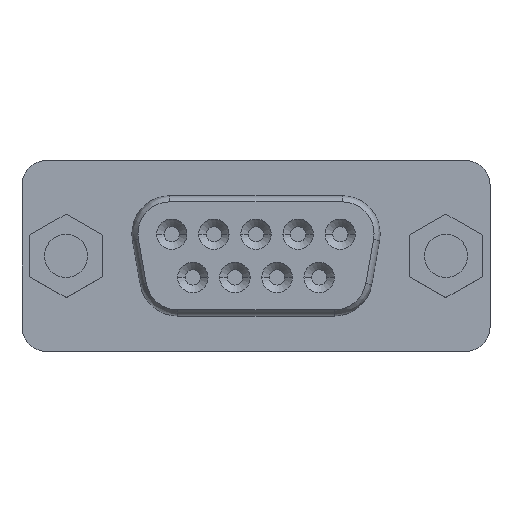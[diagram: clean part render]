
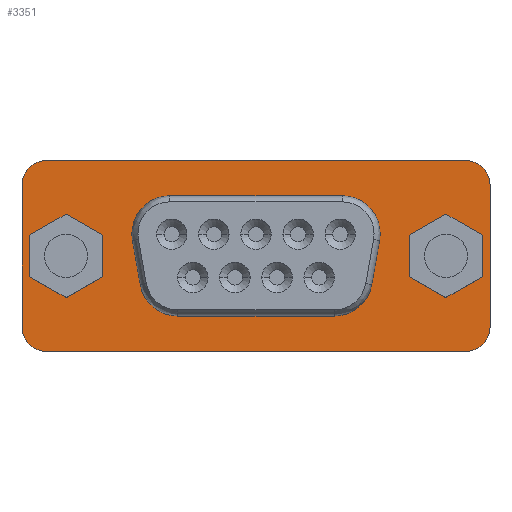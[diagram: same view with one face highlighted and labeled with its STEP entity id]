
A CAD part, top view. The second image highlights one B-rep face of the part: STEP entity #3351.
In plain terms, the highlighted planar face has unit normal (0, 0, 1).
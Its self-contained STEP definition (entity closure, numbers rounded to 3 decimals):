
#133=CARTESIAN_POINT('',(-5.665,1.45,-5.7));
#134=DIRECTION('',(0.,0.,1.));
#135=DIRECTION('',(0.,1.,0.));
#136=AXIS2_PLACEMENT_3D('',#133,#134,#135);
#146=DIRECTION('',(0.174,-0.985,0.));
#147=VECTOR('',#146,2.945);
#148=CARTESIAN_POINT('',(-8.127,1.016,-5.7));
#149=LINE('',#148,#147);
#169=CARTESIAN_POINT('',(-5.154,-1.45,-5.7));
#170=DIRECTION('',(0.,0.,1.));
#171=DIRECTION('',(-0.985,-0.174,0.));
#172=AXIS2_PLACEMENT_3D('',#169,#170,#171);
#182=DIRECTION('',(1.,0.,0.));
#183=VECTOR('',#182,10.307);
#184=CARTESIAN_POINT('',(-5.154,-3.95,-5.7));
#185=LINE('',#184,#183);
#205=CARTESIAN_POINT('',(5.154,-1.45,-5.7));
#206=DIRECTION('',(0.,0.,1.));
#207=DIRECTION('',(0.,-1.,0.));
#208=AXIS2_PLACEMENT_3D('',#205,#206,#207);
#218=DIRECTION('',(0.174,0.985,0.));
#219=VECTOR('',#218,2.945);
#220=CARTESIAN_POINT('',(7.616,-1.884,-5.7));
#221=LINE('',#220,#219);
#241=CARTESIAN_POINT('',(5.665,1.45,-5.7));
#242=DIRECTION('',(0.,0.,1.));
#243=DIRECTION('',(0.985,-0.174,0.));
#244=AXIS2_PLACEMENT_3D('',#241,#242,#243);
#254=DIRECTION('',(-1.,0.,0.));
#255=VECTOR('',#254,11.33);
#256=CARTESIAN_POINT('',(5.665,3.95,-5.7));
#257=LINE('',#256,#255);
#272=CARTESIAN_POINT('',(13.79,4.675,-5.7));
#273=DIRECTION('',(0.,0.,-1.));
#274=DIRECTION('',(0.,1.,0.));
#275=AXIS2_PLACEMENT_3D('',#272,#273,#274);
#277=DIRECTION('',(0.,-1.,0.));
#278=VECTOR('',#277,9.35);
#279=CARTESIAN_POINT('',(15.39,4.675,-5.7));
#280=LINE('',#279,#278);
#281=CARTESIAN_POINT('',(13.79,-4.675,-5.7));
#282=DIRECTION('',(0.,0.,-1.));
#283=DIRECTION('',(1.,0.,0.));
#284=AXIS2_PLACEMENT_3D('',#281,#282,#283);
#286=DIRECTION('',(-1.,0.,0.));
#287=VECTOR('',#286,27.58);
#288=CARTESIAN_POINT('',(13.79,-6.275,-5.7));
#289=LINE('',#288,#287);
#290=CARTESIAN_POINT('',(-13.79,-4.675,-5.7));
#291=DIRECTION('',(0.,0.,-1.));
#292=DIRECTION('',(0.,-1.,0.));
#293=AXIS2_PLACEMENT_3D('',#290,#291,#292);
#295=DIRECTION('',(0.,1.,0.));
#296=VECTOR('',#295,9.35);
#297=CARTESIAN_POINT('',(-15.39,-4.675,-5.7));
#298=LINE('',#297,#296);
#299=CARTESIAN_POINT('',(-13.79,4.675,-5.7));
#300=DIRECTION('',(0.,0.,-1.));
#301=DIRECTION('',(-1.,0.,0.));
#302=AXIS2_PLACEMENT_3D('',#299,#300,#301);
#304=DIRECTION('',(1.,0.,0.));
#305=VECTOR('',#304,27.58);
#306=CARTESIAN_POINT('',(-13.79,6.275,-5.7));
#307=LINE('',#306,#305);
#308=CARTESIAN_POINT('',(12.495,0.,-5.7));
#309=DIRECTION('',(0.,0.,1.));
#310=DIRECTION('',(0.,-1.,0.));
#311=AXIS2_PLACEMENT_3D('',#308,#309,#310);
#313=CARTESIAN_POINT('',(12.495,0.,-5.7));
#314=DIRECTION('',(0.,0.,1.));
#315=DIRECTION('',(0.,1.,0.));
#316=AXIS2_PLACEMENT_3D('',#313,#314,#315);
#318=CARTESIAN_POINT('',(-12.495,0.,-5.7));
#319=DIRECTION('',(0.,0.,1.));
#320=DIRECTION('',(0.,-1.,0.));
#321=AXIS2_PLACEMENT_3D('',#318,#319,#320);
#323=CARTESIAN_POINT('',(-12.495,0.,-5.7));
#324=DIRECTION('',(0.,0.,1.));
#325=DIRECTION('',(0.,1.,0.));
#326=AXIS2_PLACEMENT_3D('',#323,#324,#325);
#2308=CARTESIAN_POINT('',(13.79,6.275,-5.7));
#2309=CARTESIAN_POINT('',(15.39,4.675,-5.7));
#2310=VERTEX_POINT('',#2308);
#2311=VERTEX_POINT('',#2309);
#2312=CARTESIAN_POINT('',(15.39,-4.675,-5.7));
#2313=VERTEX_POINT('',#2312);
#2314=CARTESIAN_POINT('',(13.79,-6.275,-5.7));
#2315=VERTEX_POINT('',#2314);
#2316=CARTESIAN_POINT('',(-13.79,-6.275,-5.7));
#2317=VERTEX_POINT('',#2316);
#2318=CARTESIAN_POINT('',(-15.39,-4.675,-5.7));
#2319=VERTEX_POINT('',#2318);
#2320=CARTESIAN_POINT('',(-15.39,4.675,-5.7));
#2321=VERTEX_POINT('',#2320);
#2322=CARTESIAN_POINT('',(-13.79,6.275,-5.7));
#2323=VERTEX_POINT('',#2322);
#2348=CARTESIAN_POINT('',(-5.665,3.95,-5.7));
#2349=CARTESIAN_POINT('',(-8.127,1.016,-5.7));
#2350=VERTEX_POINT('',#2348);
#2351=VERTEX_POINT('',#2349);
#2352=CARTESIAN_POINT('',(-7.616,-1.884,-5.7));
#2353=VERTEX_POINT('',#2352);
#2354=CARTESIAN_POINT('',(-5.154,-3.95,-5.7));
#2355=VERTEX_POINT('',#2354);
#2356=CARTESIAN_POINT('',(5.154,-3.95,-5.7));
#2357=VERTEX_POINT('',#2356);
#2358=CARTESIAN_POINT('',(7.616,-1.884,-5.7));
#2359=VERTEX_POINT('',#2358);
#2360=CARTESIAN_POINT('',(8.127,1.016,-5.7));
#2361=VERTEX_POINT('',#2360);
#2362=CARTESIAN_POINT('',(5.665,3.95,-5.7));
#2363=VERTEX_POINT('',#2362);
#2400=CARTESIAN_POINT('',(12.495,-2.26,-5.7));
#2401=CARTESIAN_POINT('',(12.495,2.26,-5.7));
#2402=VERTEX_POINT('',#2400);
#2403=VERTEX_POINT('',#2401);
#2568=CARTESIAN_POINT('',(-12.495,-2.26,-5.7));
#2569=CARTESIAN_POINT('',(-12.495,2.26,-5.7));
#2570=VERTEX_POINT('',#2568);
#2571=VERTEX_POINT('',#2569);
#3306=CARTESIAN_POINT('',(0.,0.,-5.7));
#3307=DIRECTION('',(0.,0.,-1.));
#3308=DIRECTION('',(-1.,0.,0.));
#3309=AXIS2_PLACEMENT_3D('',#3306,#3307,#3308);
#3310=PLANE('',#3309);
#3312=ORIENTED_EDGE('',*,*,#3311,.T.);
#3314=ORIENTED_EDGE('',*,*,#3313,.T.);
#3316=ORIENTED_EDGE('',*,*,#3315,.T.);
#3318=ORIENTED_EDGE('',*,*,#3317,.T.);
#3320=ORIENTED_EDGE('',*,*,#3319,.T.);
#3322=ORIENTED_EDGE('',*,*,#3321,.T.);
#3324=ORIENTED_EDGE('',*,*,#3323,.T.);
#3326=ORIENTED_EDGE('',*,*,#3325,.T.);
#3327=EDGE_LOOP('',(#3312,#3314,#3316,#3318,#3320,#3322,#3324,#3326));
#3328=FACE_OUTER_BOUND('',#3327,.F.);
#3329=ORIENTED_EDGE('',*,*,#3069,.T.);
#3330=ORIENTED_EDGE('',*,*,#3085,.T.);
#3331=ORIENTED_EDGE('',*,*,#3138,.T.);
#3332=ORIENTED_EDGE('',*,*,#3153,.T.);
#3333=ORIENTED_EDGE('',*,*,#3206,.T.);
#3334=ORIENTED_EDGE('',*,*,#3221,.T.);
#3335=ORIENTED_EDGE('',*,*,#3274,.T.);
#3336=ORIENTED_EDGE('',*,*,#3288,.T.);
#3337=EDGE_LOOP('',(#3329,#3330,#3331,#3332,#3333,#3334,#3335,#3336));
#3338=FACE_BOUND('',#3337,.F.);
#3340=ORIENTED_EDGE('',*,*,#3339,.T.);
#3342=ORIENTED_EDGE('',*,*,#3341,.T.);
#3343=EDGE_LOOP('',(#3340,#3342));
#3344=FACE_BOUND('',#3343,.F.);
#3346=ORIENTED_EDGE('',*,*,#3345,.T.);
#3348=ORIENTED_EDGE('',*,*,#3347,.T.);
#3349=EDGE_LOOP('',(#3346,#3348));
#3350=FACE_BOUND('',#3349,.F.);
#137=CIRCLE('',#136,2.5);
#173=CIRCLE('',#172,2.5);
#209=CIRCLE('',#208,2.5);
#245=CIRCLE('',#244,2.5);
#276=CIRCLE('',#275,1.6);
#285=CIRCLE('',#284,1.6);
#294=CIRCLE('',#293,1.6);
#303=CIRCLE('',#302,1.6);
#312=CIRCLE('',#311,2.26);
#317=CIRCLE('',#316,2.26);
#322=CIRCLE('',#321,2.26);
#327=CIRCLE('',#326,2.26);
#3069=EDGE_CURVE('',#2350,#2351,#137,.T.);
#3085=EDGE_CURVE('',#2351,#2353,#149,.T.);
#3138=EDGE_CURVE('',#2353,#2355,#173,.T.);
#3153=EDGE_CURVE('',#2355,#2357,#185,.T.);
#3206=EDGE_CURVE('',#2357,#2359,#209,.T.);
#3221=EDGE_CURVE('',#2359,#2361,#221,.T.);
#3274=EDGE_CURVE('',#2361,#2363,#245,.T.);
#3288=EDGE_CURVE('',#2363,#2350,#257,.T.);
#3311=EDGE_CURVE('',#2310,#2311,#276,.T.);
#3313=EDGE_CURVE('',#2311,#2313,#280,.T.);
#3315=EDGE_CURVE('',#2313,#2315,#285,.T.);
#3317=EDGE_CURVE('',#2315,#2317,#289,.T.);
#3319=EDGE_CURVE('',#2317,#2319,#294,.T.);
#3321=EDGE_CURVE('',#2319,#2321,#298,.T.);
#3323=EDGE_CURVE('',#2321,#2323,#303,.T.);
#3325=EDGE_CURVE('',#2323,#2310,#307,.T.);
#3339=EDGE_CURVE('',#2402,#2403,#312,.T.);
#3341=EDGE_CURVE('',#2403,#2402,#317,.T.);
#3345=EDGE_CURVE('',#2570,#2571,#322,.T.);
#3347=EDGE_CURVE('',#2571,#2570,#327,.T.);
#3351=ADVANCED_FACE('',(#3328,#3338,#3344,#3350),#3310,.F.);
